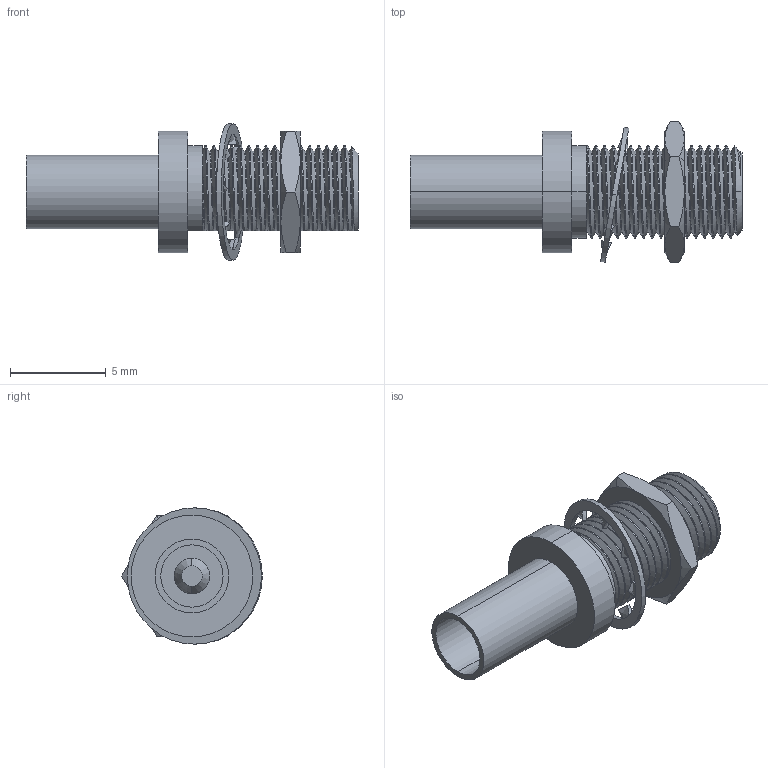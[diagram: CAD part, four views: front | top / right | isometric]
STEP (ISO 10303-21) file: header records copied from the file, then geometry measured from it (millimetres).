
FILE_DESCRIPTION (( 'STEP AP203' ), '1' );
FILE_NAME ('FMCN1843_3D.STEP', '2022-02-15T00:00:06', ( '' ), ( '' ), 'SwSTEP 2.0', 'SolidWorks 2021', '' );
FILE_SCHEMA (( 'CONFIG_CONTROL_DESIGN' ));
Products named in the file (1): FMCN1843_3D
Bounding box: 17.32 x 7.34 x 7.11 mm (x, y, z)
Volume: 216.9 mm3; surface area: 667.9 mm2
Topology: 4 solids, 4 shells, 236 faces, 622 edges, 400 vertices
Faces by surface type: bspline 91, cylinder 84, plane 31, cone 28, torus 2
Entity records: 34357 total; most frequent: CARTESIAN_POINT 29547, ORIENTED_EDGE 1244, DIRECTION 673, EDGE_CURVE 622, VERTEX_POINT 400, AXIS2_PLACEMENT_3D 271, EDGE_LOOP 248, ADVANCED_FACE 236
